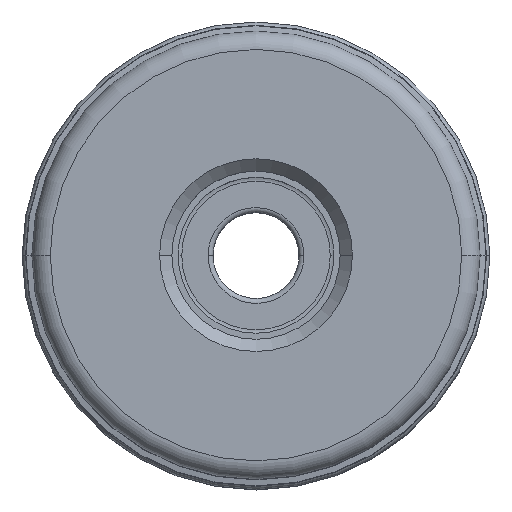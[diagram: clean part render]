
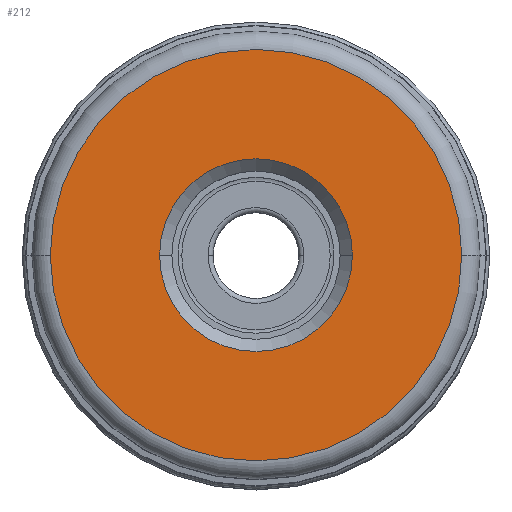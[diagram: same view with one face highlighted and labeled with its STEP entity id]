
A CAD part, top view. The second image highlights one B-rep face of the part: STEP entity #212.
In plain terms, the highlighted planar face has unit normal (0, 0, 1).
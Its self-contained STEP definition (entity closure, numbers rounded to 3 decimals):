
#28=PLANE('',#1913);
#34=FACE_BOUND('',#414,.T.);
#35=FACE_BOUND('',#415,.T.);
#212=ADVANCED_FACE('',(#34,#35),#28,.F.);
#414=EDGE_LOOP('',(#702,#703,#704,#705));
#415=EDGE_LOOP('',(#706,#707,#708,#709));
#702=ORIENTED_EDGE('',*,*,#1218,.F.);
#703=ORIENTED_EDGE('',*,*,#1216,.F.);
#704=ORIENTED_EDGE('',*,*,#1215,.T.);
#705=ORIENTED_EDGE('',*,*,#1219,.T.);
#706=ORIENTED_EDGE('',*,*,#1220,.T.);
#707=ORIENTED_EDGE('',*,*,#1221,.T.);
#708=ORIENTED_EDGE('',*,*,#1222,.T.);
#709=ORIENTED_EDGE('',*,*,#1223,.T.);
#1011=VERTEX_POINT('',#3943);
#1012=VERTEX_POINT('',#3945);
#1013=VERTEX_POINT('',#3947);
#1014=VERTEX_POINT('',#3951);
#1015=VERTEX_POINT('',#3955);
#1016=VERTEX_POINT('',#3956);
#1017=VERTEX_POINT('',#3958);
#1018=VERTEX_POINT('',#3960);
#1215=EDGE_CURVE('',#1012,#1011,#1482,.T.);
#1216=EDGE_CURVE('',#1012,#1013,#1483,.T.);
#1218=EDGE_CURVE('',#1013,#1014,#1485,.T.);
#1219=EDGE_CURVE('',#1011,#1014,#1486,.T.);
#1220=EDGE_CURVE('',#1015,#1016,#1487,.T.);
#1221=EDGE_CURVE('',#1016,#1017,#1488,.T.);
#1222=EDGE_CURVE('',#1017,#1018,#1489,.T.);
#1223=EDGE_CURVE('',#1018,#1015,#1490,.T.);
#1482=CIRCLE('',#1902,16.756);
#1483=CIRCLE('',#1903,16.756);
#1485=CIRCLE('',#1906,16.756);
#1486=CIRCLE('',#1907,16.756);
#1487=CIRCLE('',#1909,7.85);
#1488=CIRCLE('',#1910,7.85);
#1489=CIRCLE('',#1911,7.85);
#1490=CIRCLE('',#1912,7.85);
#1902=AXIS2_PLACEMENT_3D('',#3944,#2323,#2324);
#1903=AXIS2_PLACEMENT_3D('',#3946,#2325,#2326);
#1906=AXIS2_PLACEMENT_3D('',#3950,#2331,#2332);
#1907=AXIS2_PLACEMENT_3D('',#3952,#2333,#2334);
#1909=AXIS2_PLACEMENT_3D('',#3954,#2337,#2338);
#1910=AXIS2_PLACEMENT_3D('',#3957,#2339,#2340);
#1911=AXIS2_PLACEMENT_3D('',#3959,#2341,#2342);
#1912=AXIS2_PLACEMENT_3D('',#3961,#2343,#2344);
#1913=AXIS2_PLACEMENT_3D('',#3962,#2345,#2346);
#2323=DIRECTION('',(0.,0.,1.));
#2324=DIRECTION('',(1.,0.,0.));
#2325=DIRECTION('',(0.,0.,-1.));
#2326=DIRECTION('',(-1.,0.,0.));
#2331=DIRECTION('',(0.,0.,-1.));
#2332=DIRECTION('',(-1.,0.,0.));
#2333=DIRECTION('',(0.,0.,1.));
#2334=DIRECTION('',(1.,0.,0.));
#2337=DIRECTION('',(0.,0.,-1.));
#2338=DIRECTION('',(0.,-1.,0.));
#2339=DIRECTION('',(0.,0.,-1.));
#2340=DIRECTION('',(-1.,0.,0.));
#2341=DIRECTION('',(0.,0.,-1.));
#2342=DIRECTION('',(0.,1.,0.));
#2343=DIRECTION('',(0.,0.,-1.));
#2344=DIRECTION('',(1.,0.,0.));
#2345=DIRECTION('',(0.,0.,-1.));
#2346=DIRECTION('',(1.,0.,0.));
#3943=CARTESIAN_POINT('',(16.756,0.,0.));
#3944=CARTESIAN_POINT('',(0.,0.,0.));
#3945=CARTESIAN_POINT('',(16.756,-0.02,0.));
#3946=CARTESIAN_POINT('',(0.,0.,0.));
#3947=CARTESIAN_POINT('',(-16.756,0.,0.));
#3950=CARTESIAN_POINT('',(0.,0.,0.));
#3951=CARTESIAN_POINT('',(-16.756,0.02,0.));
#3952=CARTESIAN_POINT('',(0.,0.,0.));
#3954=CARTESIAN_POINT('',(0.,0.,0.));
#3955=CARTESIAN_POINT('',(0.,-7.85,0.));
#3956=CARTESIAN_POINT('',(-7.85,0.,0.));
#3957=CARTESIAN_POINT('',(0.,0.,0.));
#3958=CARTESIAN_POINT('',(0.,7.85,0.));
#3959=CARTESIAN_POINT('',(0.,0.,0.));
#3960=CARTESIAN_POINT('',(7.85,0.,0.));
#3961=CARTESIAN_POINT('',(0.,0.,0.));
#3962=CARTESIAN_POINT('',(0.,0.,0.));
